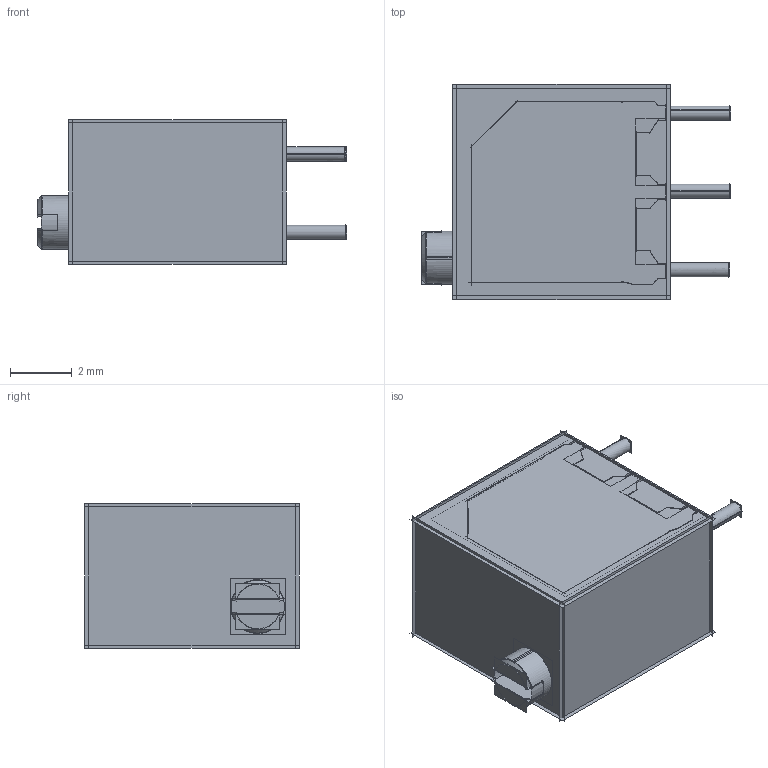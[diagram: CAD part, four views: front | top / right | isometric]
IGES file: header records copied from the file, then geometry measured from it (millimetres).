
Start section:  PTC IGES file: 3266W.igs
Global section: file name: 3266W.igs; native system: Creo Parametric by Parametric Technology Corporation; preprocessor: 2012230; author: stevec; organization: Unknown; date: 20121025.113942; units: inch
Bounding box: 10.04 x 6.97 x 4.68 mm (x, y, z)
Volume: 206.4 mm3; surface area: 1025 mm2
Topology: 3 solids, 5 shells, 164 faces, 788 edges, 971 vertices
Faces by surface type: bspline 116, revolution 48
